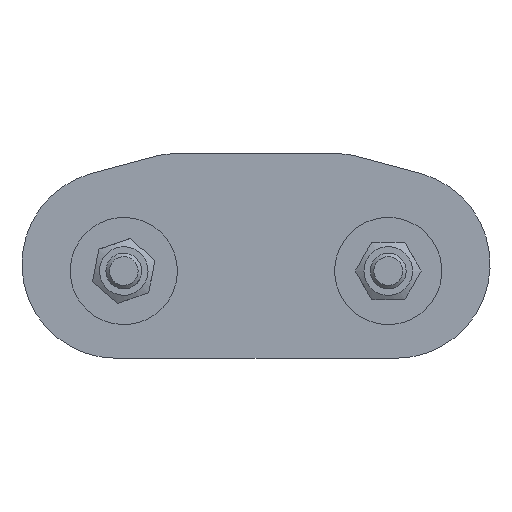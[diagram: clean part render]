
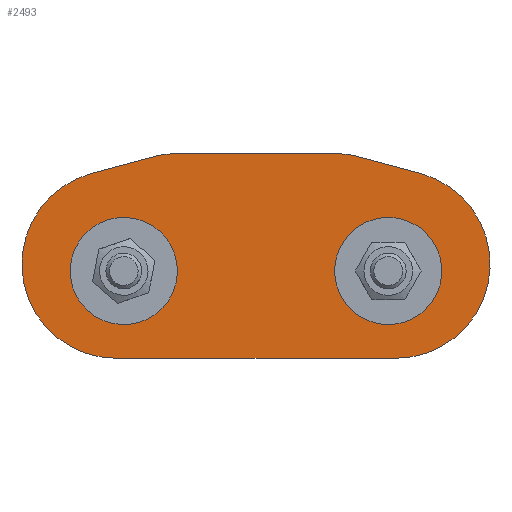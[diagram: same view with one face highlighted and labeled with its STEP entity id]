
A CAD part, front view. The second image highlights one B-rep face of the part: STEP entity #2493.
In plain terms, the highlighted planar face has unit normal (0, -1, 0).
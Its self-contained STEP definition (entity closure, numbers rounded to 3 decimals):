
#142=PLANE('',#2736);
#204=FACE_BOUND('',#535,.T.);
#205=FACE_BOUND('',#536,.T.);
#329=FACE_OUTER_BOUND('',#534,.T.);
#534=EDGE_LOOP('',(#1954,#1955,#1956,#1957,#1958,#1959,#1960,#1961));
#535=EDGE_LOOP('',(#1962));
#536=EDGE_LOOP('',(#1963));
#677=LINE('',#4769,#765);
#682=LINE('',#4782,#770);
#686=LINE('',#4794,#774);
#690=LINE('',#4806,#778);
#765=VECTOR('',#3147,10.);
#770=VECTOR('',#3160,10.);
#774=VECTOR('',#3172,10.);
#778=VECTOR('',#3184,10.);
#885=CIRCLE('',#2716,3.05);
#886=CIRCLE('',#2718,3.05);
#888=CIRCLE('',#2722,13.15);
#890=CIRCLE('',#2726,10.);
#892=CIRCLE('',#2730,10.);
#894=CIRCLE('',#2734,13.15);
#1138=VERTEX_POINT('',#4757);
#1139=VERTEX_POINT('',#4760);
#1142=VERTEX_POINT('',#4766);
#1143=VERTEX_POINT('',#4768);
#1145=VERTEX_POINT('',#4774);
#1147=VERTEX_POINT('',#4780);
#1149=VERTEX_POINT('',#4786);
#1151=VERTEX_POINT('',#4792);
#1153=VERTEX_POINT('',#4798);
#1155=VERTEX_POINT('',#4804);
#1422=EDGE_CURVE('',#1138,#1138,#885,.T.);
#1423=EDGE_CURVE('',#1139,#1139,#886,.T.);
#1426=EDGE_CURVE('',#1143,#1142,#677,.T.);
#1430=EDGE_CURVE('',#1142,#1145,#888,.T.);
#1433=EDGE_CURVE('',#1145,#1147,#682,.T.);
#1436=EDGE_CURVE('',#1147,#1149,#890,.T.);
#1439=EDGE_CURVE('',#1149,#1151,#686,.T.);
#1442=EDGE_CURVE('',#1151,#1153,#892,.T.);
#1445=EDGE_CURVE('',#1153,#1155,#690,.T.);
#1447=EDGE_CURVE('',#1155,#1143,#894,.T.);
#1954=ORIENTED_EDGE('',*,*,#1426,.T.);
#1955=ORIENTED_EDGE('',*,*,#1430,.T.);
#1956=ORIENTED_EDGE('',*,*,#1433,.T.);
#1957=ORIENTED_EDGE('',*,*,#1436,.T.);
#1958=ORIENTED_EDGE('',*,*,#1439,.T.);
#1959=ORIENTED_EDGE('',*,*,#1442,.T.);
#1960=ORIENTED_EDGE('',*,*,#1445,.T.);
#1961=ORIENTED_EDGE('',*,*,#1447,.T.);
#1962=ORIENTED_EDGE('',*,*,#1422,.T.);
#1963=ORIENTED_EDGE('',*,*,#1423,.T.);
#2493=ADVANCED_FACE('',(#329,#204,#205),#142,.F.);
#2716=AXIS2_PLACEMENT_3D('',#4758,#3137,#3138);
#2718=AXIS2_PLACEMENT_3D('',#4761,#3141,#3142);
#2722=AXIS2_PLACEMENT_3D('',#4776,#3154,#3155);
#2726=AXIS2_PLACEMENT_3D('',#4788,#3166,#3167);
#2730=AXIS2_PLACEMENT_3D('',#4800,#3178,#3179);
#2734=AXIS2_PLACEMENT_3D('',#4809,#3189,#3190);
#2736=AXIS2_PLACEMENT_3D('',#4811,#3193,#3194);
#3137=DIRECTION('center_axis',(0.,1.,0.));
#3138=DIRECTION('ref_axis',(-1.,0.,0.));
#3141=DIRECTION('center_axis',(0.,1.,0.));
#3142=DIRECTION('ref_axis',(-1.,0.,0.));
#3147=DIRECTION('',(1.,0.,0.));
#3154=DIRECTION('center_axis',(0.,-1.,0.));
#3155=DIRECTION('ref_axis',(-0.259,0.,-0.966));
#3160=DIRECTION('',(-0.966,0.,0.259));
#3166=DIRECTION('center_axis',(0.,-1.,0.));
#3167=DIRECTION('ref_axis',(0.,0.,
-1.));
#3172=DIRECTION('',(-1.,0.,0.));
#3178=DIRECTION('center_axis',(0.,-1.,0.));
#3179=DIRECTION('ref_axis',(0.259,0.,-0.966));
#3184=DIRECTION('',(-0.966,0.,-0.259));
#3189=DIRECTION('center_axis',(0.,-1.,0.));
#3190=DIRECTION('ref_axis',(0.,0.,
1.));
#3193=DIRECTION('center_axis',(0.,1.,0.));
#3194=DIRECTION('ref_axis',(1.,0.,0.));
#4757=CARTESIAN_POINT('',(-15.45,0.,0.));
#4758=CARTESIAN_POINT('Origin',(-18.5,0.,0.));
#4760=CARTESIAN_POINT('',(21.55,0.,0.));
#4761=CARTESIAN_POINT('Origin',(18.5,0.,0.));
#4766=CARTESIAN_POINT('',(19.6,0.,-12.2));
#4768=CARTESIAN_POINT('',(-19.6,0.,-12.2));
#4769=CARTESIAN_POINT('',(-19.6,0.,-12.2));
#4774=CARTESIAN_POINT('',(23.003,0.,13.653));
#4776=CARTESIAN_POINT('Origin',(19.6,0.,
0.95));
#4780=CARTESIAN_POINT('',(14.022,0.,16.059));
#4782=CARTESIAN_POINT('',(23.003,0.,13.653));
#4786=CARTESIAN_POINT('',(11.433,0.,16.4));
#4788=CARTESIAN_POINT('Origin',(11.433,0.,6.4));
#4792=CARTESIAN_POINT('',(-11.433,0.,16.4));
#4794=CARTESIAN_POINT('',(11.433,0.,16.4));
#4798=CARTESIAN_POINT('',(-14.022,0.,16.059));
#4800=CARTESIAN_POINT('Origin',(-11.433,0.,6.4));
#4804=CARTESIAN_POINT('',(-23.003,0.,13.653));
#4806=CARTESIAN_POINT('',(-14.022,0.,16.059));
#4809=CARTESIAN_POINT('Origin',(-19.6,0.,
0.95));
#4811=CARTESIAN_POINT('Origin',(0.,0.,
1.534));
